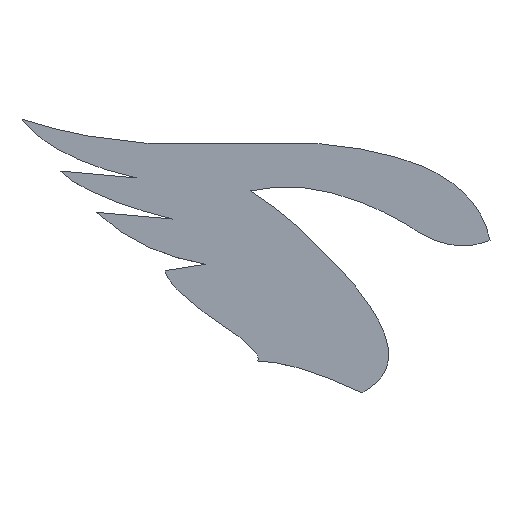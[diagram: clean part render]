
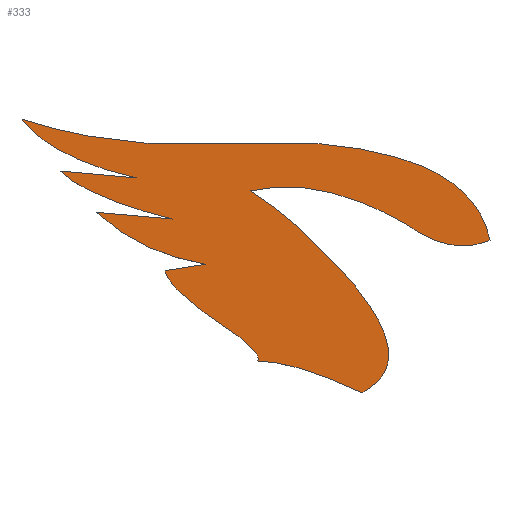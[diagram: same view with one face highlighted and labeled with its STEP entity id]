
A CAD part, top view. The second image highlights one B-rep face of the part: STEP entity #333.
In plain terms, the highlighted planar face has unit normal (0, 0, 1).
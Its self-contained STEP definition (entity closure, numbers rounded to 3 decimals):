
#16=B_SPLINE_CURVE_WITH_KNOTS('',2,(#414,#415,#416),.UNSPECIFIED.,.F.,.F.,
(3,3),(0.,1.),.UNSPECIFIED.);
#18=B_SPLINE_CURVE_WITH_KNOTS('',2,(#429,#430,#431),.UNSPECIFIED.,.F.,.F.,
(3,3),(0.,1.),.UNSPECIFIED.);
#20=B_SPLINE_CURVE_WITH_KNOTS('',2,(#444,#445,#446),.UNSPECIFIED.,.F.,.F.,
(3,3),(0.,1.),.UNSPECIFIED.);
#22=B_SPLINE_CURVE_WITH_KNOTS('',2,(#459,#460,#461),.UNSPECIFIED.,.F.,.F.,
(3,3),(0.,1.),.UNSPECIFIED.);
#24=B_SPLINE_CURVE_WITH_KNOTS('',2,(#474,#475,#476),.UNSPECIFIED.,.F.,.F.,
(3,3),(0.,1.),.UNSPECIFIED.);
#26=B_SPLINE_CURVE_WITH_KNOTS('',2,(#489,#490,#491),.UNSPECIFIED.,.F.,.F.,
(3,3),(0.,1.),.UNSPECIFIED.);
#28=B_SPLINE_CURVE_WITH_KNOTS('',2,(#504,#505,#506),.UNSPECIFIED.,.F.,.F.,
(3,3),(0.,1.),.UNSPECIFIED.);
#30=B_SPLINE_CURVE_WITH_KNOTS('',2,(#519,#520,#521),.UNSPECIFIED.,.F.,.F.,
(3,3),(0.,1.),.UNSPECIFIED.);
#32=B_SPLINE_CURVE_WITH_KNOTS('',2,(#540,#541,#542),.UNSPECIFIED.,.F.,.F.,
(3,3),(0.,1.),.UNSPECIFIED.);
#34=B_SPLINE_CURVE_WITH_KNOTS('',2,(#561,#562,#563),.UNSPECIFIED.,.F.,.F.,
(3,3),(0.,1.),.UNSPECIFIED.);
#36=B_SPLINE_CURVE_WITH_KNOTS('',2,(#582,#583,#584),.UNSPECIFIED.,.F.,.F.,
(3,3),(0.,1.),.UNSPECIFIED.);
#38=B_SPLINE_CURVE_WITH_KNOTS('',2,(#595,#596,#597),.UNSPECIFIED.,.F.,.F.,
(3,3),(0.,1.),.UNSPECIFIED.);
#67=FACE_OUTER_BOUND('',#85,.T.);
#85=EDGE_LOOP('',(#279,#280,#281,#282,#283,#284,#285,#286,#287,#288,#289,
#290,#291,#292,#293,#294));
#89=LINE('',#401,#113);
#100=LINE('',#527,#124);
#104=LINE('',#548,#128);
#108=LINE('',#569,#132);
#113=VECTOR('',#361,10.);
#124=VECTOR('',#374,10.);
#128=VECTOR('',#380,10.);
#132=VECTOR('',#386,10.);
#137=VERTEX_POINT('',#398);
#138=VERTEX_POINT('',#400);
#140=VERTEX_POINT('',#413);
#142=VERTEX_POINT('',#428);
#144=VERTEX_POINT('',#443);
#146=VERTEX_POINT('',#458);
#148=VERTEX_POINT('',#473);
#150=VERTEX_POINT('',#488);
#152=VERTEX_POINT('',#503);
#154=VERTEX_POINT('',#518);
#156=VERTEX_POINT('',#526);
#158=VERTEX_POINT('',#539);
#160=VERTEX_POINT('',#547);
#162=VERTEX_POINT('',#560);
#164=VERTEX_POINT('',#568);
#166=VERTEX_POINT('',#581);
#169=EDGE_CURVE('',#138,#137,#89,.T.);
#172=EDGE_CURVE('',#140,#138,#16,.T.);
#175=EDGE_CURVE('',#142,#140,#18,.T.);
#178=EDGE_CURVE('',#144,#142,#20,.T.);
#181=EDGE_CURVE('',#146,#144,#22,.T.);
#184=EDGE_CURVE('',#148,#146,#24,.T.);
#187=EDGE_CURVE('',#150,#148,#26,.T.);
#190=EDGE_CURVE('',#152,#150,#28,.T.);
#193=EDGE_CURVE('',#154,#152,#30,.T.);
#196=EDGE_CURVE('',#156,#154,#100,.T.);
#199=EDGE_CURVE('',#158,#156,#32,.T.);
#202=EDGE_CURVE('',#160,#158,#104,.T.);
#205=EDGE_CURVE('',#162,#160,#34,.T.);
#208=EDGE_CURVE('',#164,#162,#108,.T.);
#211=EDGE_CURVE('',#166,#164,#36,.T.);
#214=EDGE_CURVE('',#137,#166,#38,.T.);
#279=ORIENTED_EDGE('',*,*,#214,.T.);
#280=ORIENTED_EDGE('',*,*,#211,.T.);
#281=ORIENTED_EDGE('',*,*,#208,.T.);
#282=ORIENTED_EDGE('',*,*,#205,.T.);
#283=ORIENTED_EDGE('',*,*,#202,.T.);
#284=ORIENTED_EDGE('',*,*,#199,.T.);
#285=ORIENTED_EDGE('',*,*,#196,.T.);
#286=ORIENTED_EDGE('',*,*,#193,.T.);
#287=ORIENTED_EDGE('',*,*,#190,.T.);
#288=ORIENTED_EDGE('',*,*,#187,.T.);
#289=ORIENTED_EDGE('',*,*,#184,.T.);
#290=ORIENTED_EDGE('',*,*,#181,.T.);
#291=ORIENTED_EDGE('',*,*,#178,.T.);
#292=ORIENTED_EDGE('',*,*,#175,.T.);
#293=ORIENTED_EDGE('',*,*,#172,.T.);
#294=ORIENTED_EDGE('',*,*,#169,.T.);
#315=PLANE('',#353);
#333=ADVANCED_FACE('',(#67),#315,.T.);
#353=AXIS2_PLACEMENT_3D('',#598,#389,#390);
#361=DIRECTION('',(-1.,0.,0.));
#374=DIRECTION('',(-0.988,-0.155,0.));
#380=DIRECTION('',(-0.996,0.088,0.));
#386=DIRECTION('',(-0.996,0.09,0.));
#389=DIRECTION('center_axis',(0.,0.,1.));
#390=DIRECTION('ref_axis',(1.,0.,0.));
#398=CARTESIAN_POINT('',(28.221,-8.815,1.));
#400=CARTESIAN_POINT('',(56.441,-8.815,1.));
#401=CARTESIAN_POINT('',(56.441,-8.815,1.));
#413=CARTESIAN_POINT('',(85.165,-24.967,1.));
#414=CARTESIAN_POINT('Ctrl Pts',(85.165,-24.967,1.));
#415=CARTESIAN_POINT('Ctrl Pts',(82.414,-11.034,1.));
#416=CARTESIAN_POINT('Ctrl Pts',(56.441,-8.815,1.));
#428=CARTESIAN_POINT('',(71.084,-22.216,1.));
#429=CARTESIAN_POINT('Ctrl Pts',(71.084,-22.216,1.));
#430=CARTESIAN_POINT('Ctrl Pts',(78.45,-27.718,1.));
#431=CARTESIAN_POINT('Ctrl Pts',(85.165,-24.967,1.));
#443=CARTESIAN_POINT('',(45.112,-16.713,1.));
#444=CARTESIAN_POINT('Ctrl Pts',(45.112,-16.713,1.));
#445=CARTESIAN_POINT('Ctrl Pts',(56.678,-13.962,1.));
#446=CARTESIAN_POINT('Ctrl Pts',(71.084,-22.216,1.));
#458=CARTESIAN_POINT('',(59.577,-29.108,1.));
#459=CARTESIAN_POINT('Ctrl Pts',(59.577,-29.108,1.));
#460=CARTESIAN_POINT('Ctrl Pts',(52.773,-21.594,1.));
#461=CARTESIAN_POINT('Ctrl Pts',(45.112,-16.713,1.));
#473=CARTESIAN_POINT('',(63.777,-50.407,1.));
#474=CARTESIAN_POINT('Ctrl Pts',(63.777,-50.407,1.));
#475=CARTESIAN_POINT('Ctrl Pts',(74.427,-44.964,1.));
#476=CARTESIAN_POINT('Ctrl Pts',(59.577,-29.108,1.));
#488=CARTESIAN_POINT('',(46.324,-45.112,1.));
#489=CARTESIAN_POINT('Ctrl Pts',(46.324,-45.112,1.));
#490=CARTESIAN_POINT('Ctrl Pts',(52.684,-45.2,1.));
#491=CARTESIAN_POINT('Ctrl Pts',(63.777,-50.407,1.));
#503=CARTESIAN_POINT('',(43.248,-41.059,1.));
#504=CARTESIAN_POINT('Ctrl Pts',(43.248,-41.059,1.));
#505=CARTESIAN_POINT('Ctrl Pts',(47.123,-44.313,1.));
#506=CARTESIAN_POINT('Ctrl Pts',(46.324,-45.112,1.));
#518=CARTESIAN_POINT('',(30.912,-30.025,1.));
#519=CARTESIAN_POINT('Ctrl Pts',(30.912,-30.025,1.));
#520=CARTESIAN_POINT('Ctrl Pts',(31.534,-33.456,1.));
#521=CARTESIAN_POINT('Ctrl Pts',(43.248,-41.059,1.));
#526=CARTESIAN_POINT('',(37.716,-28.96,1.));
#527=CARTESIAN_POINT('',(37.716,-28.96,1.));
#539=CARTESIAN_POINT('',(19.465,-20.293,1.));
#540=CARTESIAN_POINT('Ctrl Pts',(19.465,-20.293,1.));
#541=CARTESIAN_POINT('Ctrl Pts',(26.623,-27.096,1.));
#542=CARTESIAN_POINT('Ctrl Pts',(37.716,-28.96,1.));
#547=CARTESIAN_POINT('',(32.214,-21.417,1.));
#548=CARTESIAN_POINT('',(32.214,-21.417,1.));
#560=CARTESIAN_POINT('',(13.371,-13.4,1.));
#561=CARTESIAN_POINT('Ctrl Pts',(13.371,-13.4,1.));
#562=CARTESIAN_POINT('Ctrl Pts',(18.133,-17.956,1.));
#563=CARTESIAN_POINT('Ctrl Pts',(32.214,-21.417,1.));
#568=CARTESIAN_POINT('',(26.091,-14.554,1.));
#569=CARTESIAN_POINT('',(26.091,-14.554,1.));
#581=CARTESIAN_POINT('',(7.011,-4.763,1.));
#582=CARTESIAN_POINT('Ctrl Pts',(7.011,-4.763,1.));
#583=CARTESIAN_POINT('Ctrl Pts',(11.98,-11.27,1.));
#584=CARTESIAN_POINT('Ctrl Pts',(26.091,-14.554,1.));
#595=CARTESIAN_POINT('Ctrl Pts',(28.221,-8.815,1.));
#596=CARTESIAN_POINT('Ctrl Pts',(16.27,-7.898,1.));
#597=CARTESIAN_POINT('Ctrl Pts',(7.011,-4.763,1.));
#598=CARTESIAN_POINT('Origin',(46.088,-27.585,1.));
